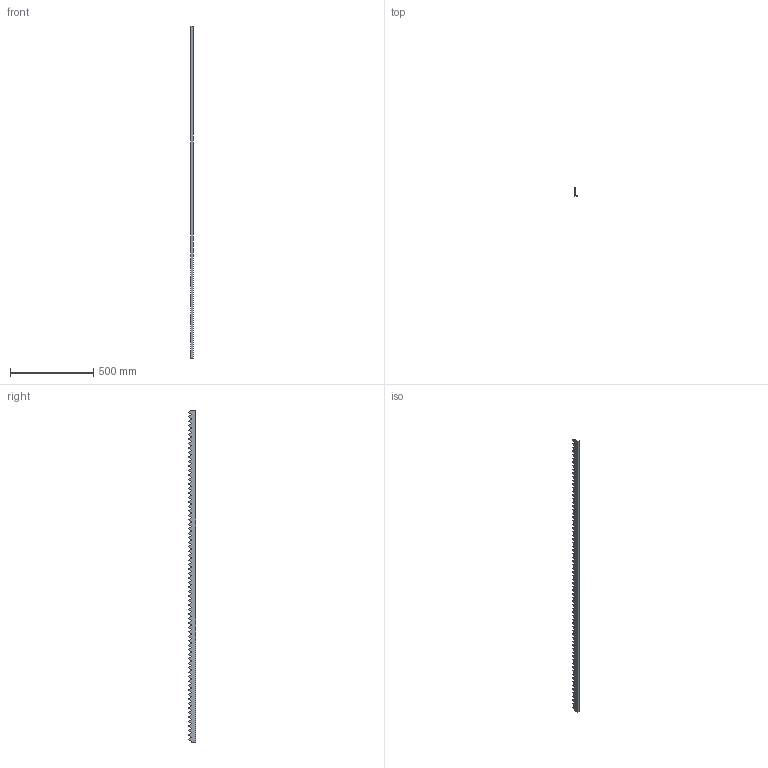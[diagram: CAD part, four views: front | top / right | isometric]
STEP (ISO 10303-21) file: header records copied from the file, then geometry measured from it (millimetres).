
FILE_DESCRIPTION (( 'STEP AP203' ), '1' );
FILE_NAME ('2081.STEP', '2022-03-04T07:54:29', ( '' ), ( '' ), 'SwSTEP 2.0', 'SolidWorks 2018', '' );
FILE_SCHEMA (( 'CONFIG_CONTROL_DESIGN' ));
Length unit declared in the file: millimetre
Products named in the file (1): 2081
Bounding box: 15 x 44.95 x 2000 mm (x, y, z)
Volume: 193964 mm3; surface area: 205126.2 mm2
Topology: 1 solids, 1 shells, 511 faces, 1470 edges, 980 vertices
Faces by surface type: plane 263, cylinder 148, bspline 100
Entity records: 21517 total; most frequent: CARTESIAN_POINT 8422, ORIENTED_EDGE 2940, DIRECTION 2390, EDGE_CURVE 1470, VERTEX_POINT 980, LINE 974, VECTOR 974, AXIS2_PLACEMENT_3D 708
